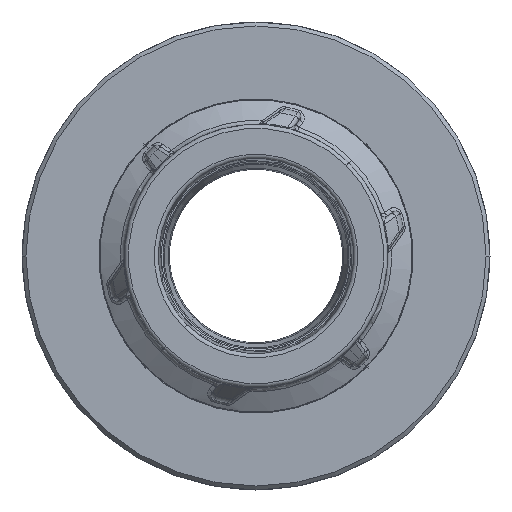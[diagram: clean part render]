
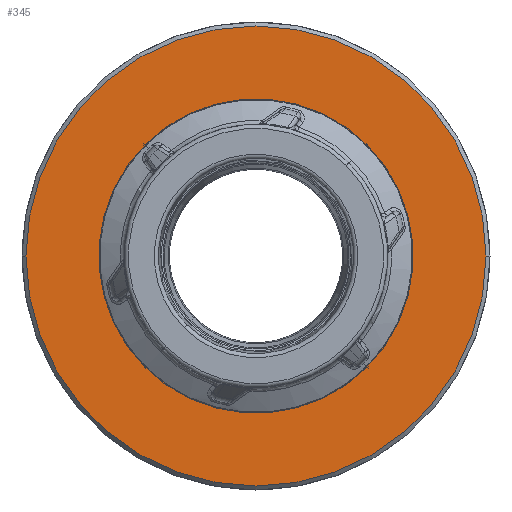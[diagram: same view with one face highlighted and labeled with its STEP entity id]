
A CAD part, front view. The second image highlights one B-rep face of the part: STEP entity #345.
In plain terms, the highlighted planar face has unit normal (0, -1, 0).
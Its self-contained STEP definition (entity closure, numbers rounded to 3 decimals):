
#345=ADVANCED_FACE('',(#956,#957),#958,.T.);
#956=FACE_BOUND('',#1854,.T.);
#957=FACE_OUTER_BOUND('',#1855,.T.);
#958=PLANE('',#1856);
#1854=EDGE_LOOP('',(#4486,#4487));
#1855=EDGE_LOOP('',(#4488,#4489));
#1856=AXIS2_PLACEMENT_3D('',#4490,#4491,#4492);
#4486=ORIENTED_EDGE('',*,*,#6847,.T.);
#4487=ORIENTED_EDGE('',*,*,#6839,.T.);
#4488=ORIENTED_EDGE('',*,*,#6848,.F.);
#4489=ORIENTED_EDGE('',*,*,#6835,.F.);
#4490=CARTESIAN_POINT('',(-24.978,0.,0.0));
#4491=DIRECTION('',(0.0,-1.0,0.0));
#4492=DIRECTION('',(0.0,0.0,-1.0));
#6835=EDGE_CURVE('',#7883,#7885,#7886,.T.);
#6839=EDGE_CURVE('',#7892,#7889,#7893,.T.);
#6847=EDGE_CURVE('',#7889,#7892,#7903,.T.);
#6848=EDGE_CURVE('',#7885,#7883,#7904,.T.);
#7883=VERTEX_POINT('',#9440);
#7885=VERTEX_POINT('',#9443);
#7886=CIRCLE('',#9444,28.5);
#7889=VERTEX_POINT('',#9448);
#7892=VERTEX_POINT('',#9452);
#7893=CIRCLE('',#9453,19.425);
#7903=CIRCLE('',#9464,19.425);
#7904=CIRCLE('',#9465,28.5);
#9440=CARTESIAN_POINT('',(28.5,0.,0.));
#9443=CARTESIAN_POINT('',(-28.5,0.,0.));
#9444=AXIS2_PLACEMENT_3D('',#11892,#11893,#11894);
#9448=CARTESIAN_POINT('',(19.425,0.,0.));
#9452=CARTESIAN_POINT('',(-19.425,0.0,0.));
#9453=AXIS2_PLACEMENT_3D('',#11897,#11898,#11899);
#9464=AXIS2_PLACEMENT_3D('',#11913,#11914,#11915);
#9465=AXIS2_PLACEMENT_3D('',#11916,#11917,#11918);
#11892=CARTESIAN_POINT('',(0.0,0.,0.0));
#11893=DIRECTION('',(-0.0,1.0,0.0));
#11894=DIRECTION('',(1.0,0.0,0.0));
#11897=CARTESIAN_POINT('',(0.0,0.,0.0));
#11898=DIRECTION('',(0.0,1.0,0.0));
#11899=DIRECTION('',(-1.0,0.0,0.0));
#11913=CARTESIAN_POINT('',(0.0,0.,0.0));
#11914=DIRECTION('',(0.0,1.0,0.0));
#11915=DIRECTION('',(-1.0,0.0,0.0));
#11916=CARTESIAN_POINT('',(0.0,0.,0.0));
#11917=DIRECTION('',(-0.0,1.0,0.0));
#11918=DIRECTION('',(1.0,0.0,0.0));
